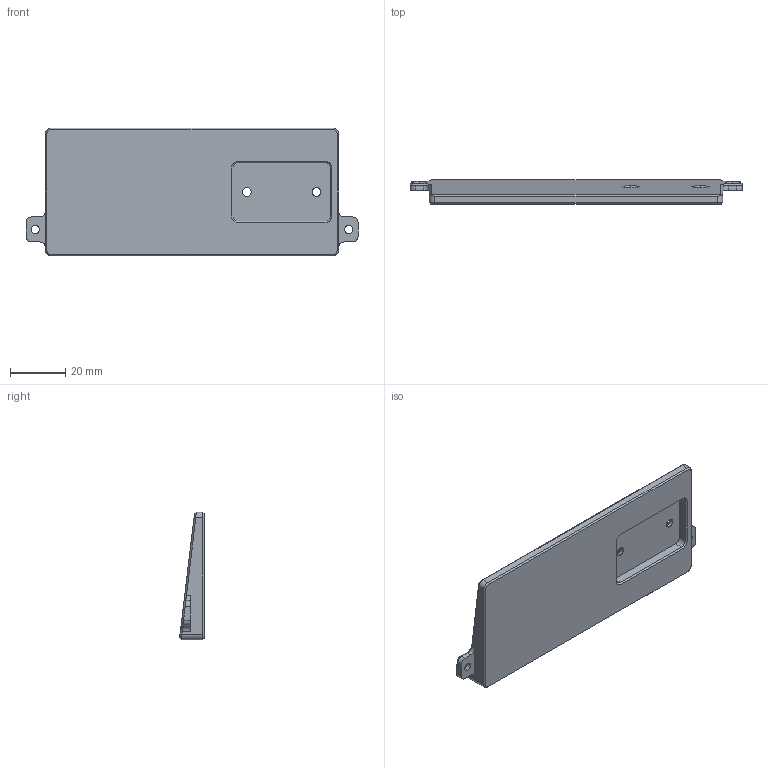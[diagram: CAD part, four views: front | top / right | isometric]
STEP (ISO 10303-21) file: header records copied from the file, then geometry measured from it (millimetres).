
FILE_DESCRIPTION (( 'STEP AP214' ), '1' );
FILE_NAME ('left.STEP', '2024-05-16T15:44:06', ( '' ), ( '' ), 'SwSTEP 2.0', 'SolidWorks 2023', '' );
FILE_SCHEMA (( 'AUTOMOTIVE_DESIGN' ));
Length unit declared in the file: millimetre
Products named in the file (1): left
Bounding box: 119.7 x 8.92 x 46 mm (x, y, z)
Volume: 27883.4 mm3; surface area: 12115.2 mm2
Topology: 1 solids, 1 shells, 91 faces, 216 edges, 128 vertices
Faces by surface type: plane 39, cylinder 24, cone 16, bspline 12
Entity records: 3559 total; most frequent: CARTESIAN_POINT 1562, ORIENTED_EDGE 432, DIRECTION 364, EDGE_CURVE 216, VERTEX_POINT 128, AXIS2_PLACEMENT_3D 124, LINE 116, VECTOR 116
